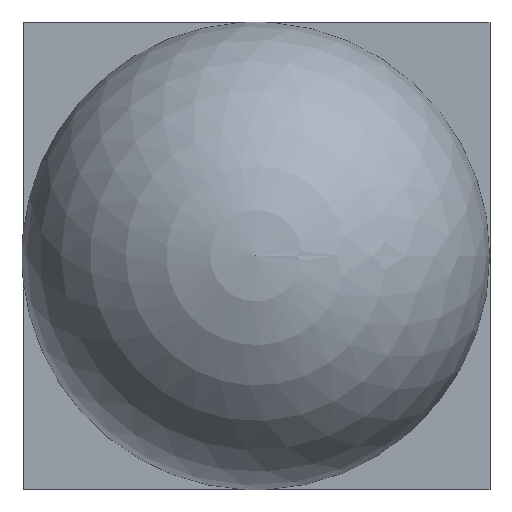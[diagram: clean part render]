
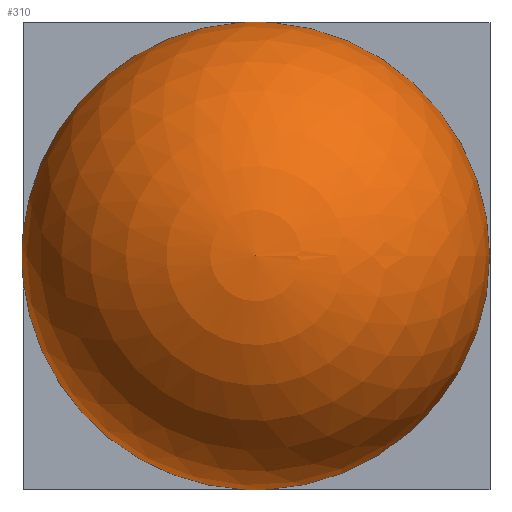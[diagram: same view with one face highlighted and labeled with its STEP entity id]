
A CAD part, top view. The second image highlights one B-rep face of the part: STEP entity #310.
In plain terms, the highlighted spherical face has radius 11.62 mm.
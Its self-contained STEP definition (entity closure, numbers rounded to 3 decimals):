
#70 = VERTEX_POINT('',#71);
#71 = CARTESIAN_POINT('',(-0.816,11.591,3.3));
#78 = VERTEX_POINT('',#79);
#79 = CARTESIAN_POINT('',(0.816,11.591,3.3));
#134 = VERTEX_POINT('',#135);
#135 = CARTESIAN_POINT('',(0.513,-11.609,3.3));
#142 = VERTEX_POINT('',#143);
#143 = CARTESIAN_POINT('',(-0.513,-11.609,3.3));
#174 = VERTEX_POINT('',#175);
#175 = CARTESIAN_POINT('',(-11.564,-1.142,3.3));
#182 = VERTEX_POINT('',#183);
#183 = CARTESIAN_POINT('',(-11.564,1.142,3.3));
#207 = EDGE_CURVE('',#70,#182,#208,.T.);
#208 = CIRCLE('',#209,11.62);
#209 = AXIS2_PLACEMENT_3D('',#210,#211,#212);
#210 = CARTESIAN_POINT('',(0.,0.,3.3));
#211 = DIRECTION('',(0.,0.,1.));
#212 = DIRECTION('',(1.,0.,0.));
#223 = EDGE_CURVE('',#78,#70,#224,.T.);
#224 = CIRCLE('',#225,11.62);
#225 = AXIS2_PLACEMENT_3D('',#226,#227,#228);
#226 = CARTESIAN_POINT('',(0.,0.,3.3));
#227 = DIRECTION('',(0.,0.,1.));
#228 = DIRECTION('',(1.,0.,0.));
#239 = EDGE_CURVE('',#240,#78,#242,.T.);
#240 = VERTEX_POINT('',#241);
#241 = CARTESIAN_POINT('',(11.62,0.,3.3));
#242 = CIRCLE('',#243,11.62);
#243 = AXIS2_PLACEMENT_3D('',#244,#245,#246);
#244 = CARTESIAN_POINT('',(0.,0.,3.3));
#245 = DIRECTION('',(0.,0.,1.));
#246 = DIRECTION('',(1.,0.,0.));
#248 = EDGE_CURVE('',#134,#240,#249,.T.);
#249 = CIRCLE('',#250,11.62);
#250 = AXIS2_PLACEMENT_3D('',#251,#252,#253);
#251 = CARTESIAN_POINT('',(0.,0.,3.3));
#252 = DIRECTION('',(0.,0.,1.));
#253 = DIRECTION('',(1.,0.,0.));
#265 = EDGE_CURVE('',#142,#134,#266,.T.);
#266 = CIRCLE('',#267,11.62);
#267 = AXIS2_PLACEMENT_3D('',#268,#269,#270);
#268 = CARTESIAN_POINT('',(0.,0.,3.3));
#269 = DIRECTION('',(0.,0.,1.));
#270 = DIRECTION('',(1.,0.,0.));
#281 = EDGE_CURVE('',#174,#142,#282,.T.);
#282 = CIRCLE('',#283,11.62);
#283 = AXIS2_PLACEMENT_3D('',#284,#285,#286);
#284 = CARTESIAN_POINT('',(0.,0.,3.3));
#285 = DIRECTION('',(0.,0.,1.));
#286 = DIRECTION('',(1.,0.,0.));
#299 = EDGE_CURVE('',#182,#174,#300,.T.);
#300 = CIRCLE('',#301,11.62);
#301 = AXIS2_PLACEMENT_3D('',#302,#303,#304);
#302 = CARTESIAN_POINT('',(0.,0.,3.3));
#303 = DIRECTION('',(0.,0.,1.));
#304 = DIRECTION('',(1.,0.,0.));
#310 = ADVANCED_FACE('',(#311),#330,.T.);
#311 = FACE_BOUND('',#312,.T.);
#312 = EDGE_LOOP('',(#313,#322,#323,#324,#325,#326,#327,#328,#329));
#313 = ORIENTED_EDGE('',*,*,#314,.T.);
#314 = EDGE_CURVE('',#240,#315,#317,.T.);
#315 = VERTEX_POINT('',#316);
#316 = CARTESIAN_POINT('',(0.,0.,14.92)
  );
#317 = CIRCLE('',#318,11.62);
#318 = AXIS2_PLACEMENT_3D('',#319,#320,#321);
#319 = CARTESIAN_POINT('',(0.,0.,3.3));
#320 = DIRECTION('',(0.,-1.,0.));
#321 = DIRECTION('',(1.,0.,0.));
#322 = ORIENTED_EDGE('',*,*,#314,.F.);
#323 = ORIENTED_EDGE('',*,*,#239,.T.);
#324 = ORIENTED_EDGE('',*,*,#223,.T.);
#325 = ORIENTED_EDGE('',*,*,#207,.T.);
#326 = ORIENTED_EDGE('',*,*,#299,.T.);
#327 = ORIENTED_EDGE('',*,*,#281,.T.);
#328 = ORIENTED_EDGE('',*,*,#265,.T.);
#329 = ORIENTED_EDGE('',*,*,#248,.T.);
#330 = SPHERICAL_SURFACE('',#331,11.62);
#331 = AXIS2_PLACEMENT_3D('',#332,#333,#334);
#332 = CARTESIAN_POINT('',(0.,0.,3.3));
#333 = DIRECTION('',(0.,0.,1.));
#334 = DIRECTION('',(1.,0.,0.));
